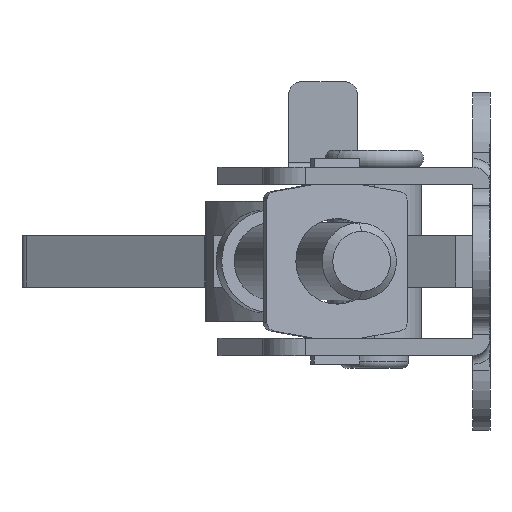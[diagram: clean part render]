
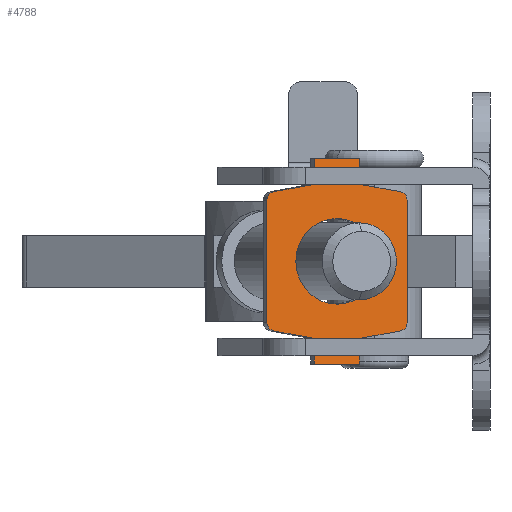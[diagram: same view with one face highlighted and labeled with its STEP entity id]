
A CAD part, left-side view. The second image highlights one B-rep face of the part: STEP entity #4788.
In plain terms, the highlighted face is planar.
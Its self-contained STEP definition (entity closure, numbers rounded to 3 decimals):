
#757 = PLANE ( 'NONE',  #5897 ) ;
#758 = CARTESIAN_POINT ( 'NONE',  ( 0., 7.5, 7.147 ) ) ;
#759 = DIRECTION ( 'NONE',  ( 1., 0., 0. ) ) ;
#760 = DIRECTION ( 'NONE',  ( 0., 0., -1. ) ) ;
#1076 = CARTESIAN_POINT ( 'NONE',  ( 0., -2.75, -9. ) ) ;
#1077 = CARTESIAN_POINT ( 'NONE',  ( 0., -8.5, 7.147 ) ) ;
#1078 = CARTESIAN_POINT ( 'NONE',  ( 0., -7.674, 8.132 ) ) ;
#1079 = CARTESIAN_POINT ( 'NONE',  ( 0., -2.75, 9. ) ) ;
#1080 = CARTESIAN_POINT ( 'NONE',  ( 0., -8.5, -7.147 ) ) ;
#1081 = CARTESIAN_POINT ( 'NONE',  ( 0., -7.674, -8.132 ) ) ;
#1082 = CARTESIAN_POINT ( 'NONE',  ( 0., -2.75, 12. ) ) ;
#1493 = ORIENTED_EDGE ( 'NONE', *, *, #1553, .F. ) ;
#1496 = ORIENTED_EDGE ( 'NONE', *, *, #1554, .F. ) ;
#1497 = ORIENTED_EDGE ( 'NONE', *, *, #1552, .F. ) ;
#1498 = ORIENTED_EDGE ( 'NONE', *, *, #1555, .F. ) ;
#1499 = ORIENTED_EDGE ( 'NONE', *, *, #1556, .F. ) ;
#1500 = ORIENTED_EDGE ( 'NONE', *, *, #1557, .F. ) ;
#1501 = ORIENTED_EDGE ( 'NONE', *, *, #1558, .F. ) ;
#1502 = ORIENTED_EDGE ( 'NONE', *, *, #1559, .F. ) ;
#1503 = ORIENTED_EDGE ( 'NONE', *, *, #1560, .F. ) ;
#1504 = ORIENTED_EDGE ( 'NONE', *, *, #1561, .F. ) ;
#1505 = ORIENTED_EDGE ( 'NONE', *, *, #1562, .F. ) ;
#1506 = ORIENTED_EDGE ( 'NONE', *, *, #1563, .F. ) ;
#1507 = ORIENTED_EDGE ( 'NONE', *, *, #1564, .F. ) ;
#1508 = ORIENTED_EDGE ( 'NONE', *, *, #1565, .F. ) ;
#1509 = ORIENTED_EDGE ( 'NONE', *, *, #1566, .F. ) ;
#1510 = ORIENTED_EDGE ( 'NONE', *, *, #1567, .F. ) ;
#1512 = ORIENTED_EDGE ( 'NONE', *, *, #1568, .T. ) ;
#1513 = ORIENTED_EDGE ( 'NONE', *, *, #5014, .T. ) ;
#1552 = EDGE_CURVE ( 'NONE', #2586, #2589, #1633, .T. ) ;
#1553 = EDGE_CURVE ( 'NONE', #2589, #2592, #6049, .T. ) ;
#1554 = EDGE_CURVE ( 'NONE', #2587, #2586, #6052, .T. ) ;
#1555 = EDGE_CURVE ( 'NONE', #2588, #2587, #1634, .T. ) ;
#1556 = EDGE_CURVE ( 'NONE', #2591, #2588, #1635, .T. ) ;
#1557 = EDGE_CURVE ( 'NONE', #2590, #2591, #1636, .T. ) ;
#1558 = EDGE_CURVE ( 'NONE', #4593, #2590, #1637, .T. ) ;
#1559 = EDGE_CURVE ( 'NONE', #4598, #4593, #1638, .T. ) ;
#1560 = EDGE_CURVE ( 'NONE', #4597, #4598, #6058, .T. ) ;
#1561 = EDGE_CURVE ( 'NONE', #4594, #4597, #1639, .T. ) ;
#1562 = EDGE_CURVE ( 'NONE', #4595, #4594, #6062, .T. ) ;
#1563 = EDGE_CURVE ( 'NONE', #4596, #4595, #1640, .T. ) ;
#1564 = EDGE_CURVE ( 'NONE', #4599, #4596, #1641, .T. ) ;
#1565 = EDGE_CURVE ( 'NONE', #2594, #4599, #1642, .T. ) ;
#1566 = EDGE_CURVE ( 'NONE', #2593, #2594, #1643, .T. ) ;
#1567 = EDGE_CURVE ( 'NONE', #2592, #2593, #1644, .T. ) ;
#1568 = EDGE_CURVE ( 'NONE', #3219, #3366, #6069, .T. ) ;
#1633 = LINE ( 'NONE', #5416, #6050 ) ;
#1634 = LINE ( 'NONE', #5424, #6054 ) ;
#1635 = LINE ( 'NONE', #5426, #6055 ) ;
#1636 = LINE ( 'NONE', #5428, #6056 ) ;
#1637 = LINE ( 'NONE', #5430, #6057 ) ;
#1638 = LINE ( 'NONE', #5432, #6059 ) ;
#1639 = LINE ( 'NONE', #5437, #6063 ) ;
#1640 = LINE ( 'NONE', #5442, #6065 ) ;
#1641 = LINE ( 'NONE', #5444, #6066 ) ;
#1642 = LINE ( 'NONE', #5446, #6067 ) ;
#1643 = LINE ( 'NONE', #5448, #6068 ) ;
#1644 = LINE ( 'NONE', #5450, #6070 ) ;
#1745 = FACE_OUTER_BOUND ( 'NONE', #4681, .T. ) ;
#1746 = FACE_BOUND ( 'NONE', #4682, .T. ) ;
#2586 = VERTEX_POINT ( 'NONE', #5184 ) ;
#2587 = VERTEX_POINT ( 'NONE', #5185 ) ;
#2588 = VERTEX_POINT ( 'NONE', #5186 ) ;
#2589 = VERTEX_POINT ( 'NONE', #5187 ) ;
#2590 = VERTEX_POINT ( 'NONE', #5188 ) ;
#2591 = VERTEX_POINT ( 'NONE', #5189 ) ;
#2592 = VERTEX_POINT ( 'NONE', #5190 ) ;
#2593 = VERTEX_POINT ( 'NONE', #5191 ) ;
#2594 = VERTEX_POINT ( 'NONE', #5192 ) ;
#2758 = CARTESIAN_POINT ( 'NONE',  ( 0., 0., 5. ) ) ;
#3219 = VERTEX_POINT ( 'NONE', #5203 ) ;
#3366 = VERTEX_POINT ( 'NONE', #2758 ) ;
#3559 = CIRCLE ( 'NONE', #3578, 5. ) ;
#3578 = AXIS2_PLACEMENT_3D ( 'NONE', #3752, #3754, #3756 ) ;
#3752 = CARTESIAN_POINT ( 'NONE',  ( 0., 0., 0. ) ) ;
#3754 = DIRECTION ( 'NONE',  ( 1., 0., 0. ) ) ;
#3756 = DIRECTION ( 'NONE',  ( 0., 0., -1. ) ) ;
#4593 = VERTEX_POINT ( 'NONE', #1076 ) ;
#4594 = VERTEX_POINT ( 'NONE', #1077 ) ;
#4595 = VERTEX_POINT ( 'NONE', #1078 ) ;
#4596 = VERTEX_POINT ( 'NONE', #1079 ) ;
#4597 = VERTEX_POINT ( 'NONE', #1080 ) ;
#4598 = VERTEX_POINT ( 'NONE', #1081 ) ;
#4599 = VERTEX_POINT ( 'NONE', #1082 ) ;
#4681 = EDGE_LOOP ( 'NONE', ( #1493, #1497, #1496, #1498, #1499, #1500, #1501, #1502, #1503, #1504, #1505, #1506, #1507, #1508, #1509, #1510 ) ) ;
#4682 = EDGE_LOOP ( 'NONE', ( #1513, #1512 ) ) ;
#4788 = ADVANCED_FACE ( 'NONE', ( #1745, #1746 ), #757, .F. ) ;
#5014 = EDGE_CURVE ( 'NONE', #3366, #3219, #3559, .T. ) ;
#5184 = CARTESIAN_POINT ( 'NONE',  ( 0., 8.5, -7.147 ) ) ;
#5185 = CARTESIAN_POINT ( 'NONE',  ( 0., 7.674, -8.132 ) ) ;
#5186 = CARTESIAN_POINT ( 'NONE',  ( 0., 2.75, -9. ) ) ;
#5187 = CARTESIAN_POINT ( 'NONE',  ( 0., 8.5, 7.147 ) ) ;
#5188 = CARTESIAN_POINT ( 'NONE',  ( 0., -2.75, -12. ) ) ;
#5189 = CARTESIAN_POINT ( 'NONE',  ( 0., 2.75, -12. ) ) ;
#5190 = CARTESIAN_POINT ( 'NONE',  ( 0., 7.674, 8.132 ) ) ;
#5191 = CARTESIAN_POINT ( 'NONE',  ( 0., 2.75, 9. ) ) ;
#5192 = CARTESIAN_POINT ( 'NONE',  ( 0., 2.75, 12. ) ) ;
#5203 = CARTESIAN_POINT ( 'NONE',  ( 0., 0., -5. ) ) ;
#5416 = CARTESIAN_POINT ( 'NONE',  ( 0., 8.5, -7.147 ) ) ;
#5417 = DIRECTION ( 'NONE',  ( 0., 0., 1. ) ) ;
#5418 = CARTESIAN_POINT ( 'NONE',  ( 0., 7.5, 7.147 ) ) ;
#5419 = DIRECTION ( 'NONE',  ( 1., 0., 0. ) ) ;
#5420 = DIRECTION ( 'NONE',  ( 0., 0., -1. ) ) ;
#5421 = CARTESIAN_POINT ( 'NONE',  ( 0., 7.5, -7.147 ) ) ;
#5422 = DIRECTION ( 'NONE',  ( 1., 0., 0. ) ) ;
#5423 = DIRECTION ( 'NONE',  ( 0., 0., -1. ) ) ;
#5424 = CARTESIAN_POINT ( 'NONE',  ( 0., 2.75, -9. ) ) ;
#5425 = DIRECTION ( 'NONE',  ( 0., 0.985, 0.174 ) ) ;
#5426 = CARTESIAN_POINT ( 'NONE',  ( 0., 2.75, -12. ) ) ;
#5427 = DIRECTION ( 'NONE',  ( 0., 0., 1. ) ) ;
#5428 = CARTESIAN_POINT ( 'NONE',  ( 0., -2.75, -12. ) ) ;
#5429 = DIRECTION ( 'NONE',  ( 0., 1., 0. ) ) ;
#5430 = CARTESIAN_POINT ( 'NONE',  ( 0., -2.75, -12. ) ) ;
#5431 = DIRECTION ( 'NONE',  ( 0., 0., -1. ) ) ;
#5432 = CARTESIAN_POINT ( 'NONE',  ( 0., -2.75, -9. ) ) ;
#5433 = DIRECTION ( 'NONE',  ( 0., 0.985, -0.174 ) ) ;
#5434 = CARTESIAN_POINT ( 'NONE',  ( 0., -7.5, -7.147 ) ) ;
#5435 = DIRECTION ( 'NONE',  ( 1., 0., 0. ) ) ;
#5436 = DIRECTION ( 'NONE',  ( 0., 0., -1. ) ) ;
#5437 = CARTESIAN_POINT ( 'NONE',  ( 0., -8.5, -7.147 ) ) ;
#5438 = DIRECTION ( 'NONE',  ( 0., 0., -1. ) ) ;
#5439 = CARTESIAN_POINT ( 'NONE',  ( 0., -7.5, 7.147 ) ) ;
#5440 = DIRECTION ( 'NONE',  ( 1., 0., 0. ) ) ;
#5441 = DIRECTION ( 'NONE',  ( 0., 0., 1. ) ) ;
#5442 = CARTESIAN_POINT ( 'NONE',  ( 0., -7.674, 8.132 ) ) ;
#5443 = DIRECTION ( 'NONE',  ( 0., -0.985, -0.174 ) ) ;
#5444 = CARTESIAN_POINT ( 'NONE',  ( 0., -2.75, 9. ) ) ;
#5445 = DIRECTION ( 'NONE',  ( 0., 0., -1. ) ) ;
#5446 = CARTESIAN_POINT ( 'NONE',  ( 0., 2.75, 12. ) ) ;
#5447 = DIRECTION ( 'NONE',  ( 0., -1., 0. ) ) ;
#5448 = CARTESIAN_POINT ( 'NONE',  ( 0., 2.75, 9. ) ) ;
#5449 = DIRECTION ( 'NONE',  ( 0., 0., 1. ) ) ;
#5450 = CARTESIAN_POINT ( 'NONE',  ( 0., 7.674, 8.132 ) ) ;
#5451 = DIRECTION ( 'NONE',  ( 0., -0.985, 0.174 ) ) ;
#5452 = CARTESIAN_POINT ( 'NONE',  ( 0., 0., 0. ) ) ;
#5453 = DIRECTION ( 'NONE',  ( 1., 0., 0. ) ) ;
#5454 = DIRECTION ( 'NONE',  ( 0., 0., -1. ) ) ;
#5897 = AXIS2_PLACEMENT_3D ( 'NONE', #758, #759, #760 ) ;
#6049 = CIRCLE ( 'NONE', #6051, 1. ) ;
#6050 = VECTOR ( 'NONE', #5417, 1000. ) ;
#6051 = AXIS2_PLACEMENT_3D ( 'NONE', #5418, #5419, #5420 ) ;
#6052 = CIRCLE ( 'NONE', #6053, 1. ) ;
#6053 = AXIS2_PLACEMENT_3D ( 'NONE', #5421, #5422, #5423 ) ;
#6054 = VECTOR ( 'NONE', #5425, 1000. ) ;
#6055 = VECTOR ( 'NONE', #5427, 1000. ) ;
#6056 = VECTOR ( 'NONE', #5429, 1000. ) ;
#6057 = VECTOR ( 'NONE', #5431, 1000. ) ;
#6058 = CIRCLE ( 'NONE', #6060, 1. ) ;
#6059 = VECTOR ( 'NONE', #5433, 1000. ) ;
#6060 = AXIS2_PLACEMENT_3D ( 'NONE', #5434, #5435, #5436 ) ;
#6062 = CIRCLE ( 'NONE', #6064, 1. ) ;
#6063 = VECTOR ( 'NONE', #5438, 1000. ) ;
#6064 = AXIS2_PLACEMENT_3D ( 'NONE', #5439, #5440, #5441 ) ;
#6065 = VECTOR ( 'NONE', #5443, 1000. ) ;
#6066 = VECTOR ( 'NONE', #5445, 1000. ) ;
#6067 = VECTOR ( 'NONE', #5447, 1000. ) ;
#6068 = VECTOR ( 'NONE', #5449, 1000. ) ;
#6069 = CIRCLE ( 'NONE', #6071, 5. ) ;
#6070 = VECTOR ( 'NONE', #5451, 1000. ) ;
#6071 = AXIS2_PLACEMENT_3D ( 'NONE', #5452, #5453, #5454 ) ;
